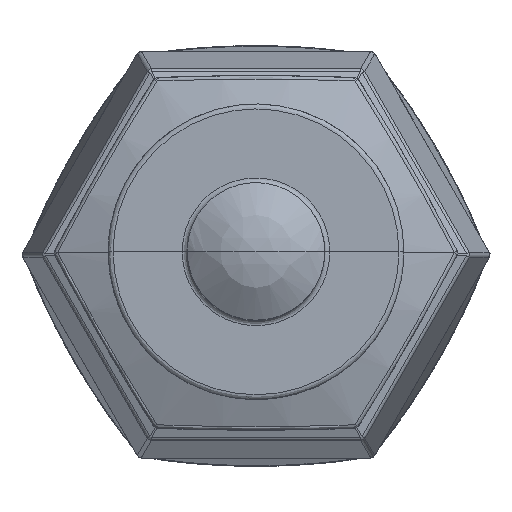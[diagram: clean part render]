
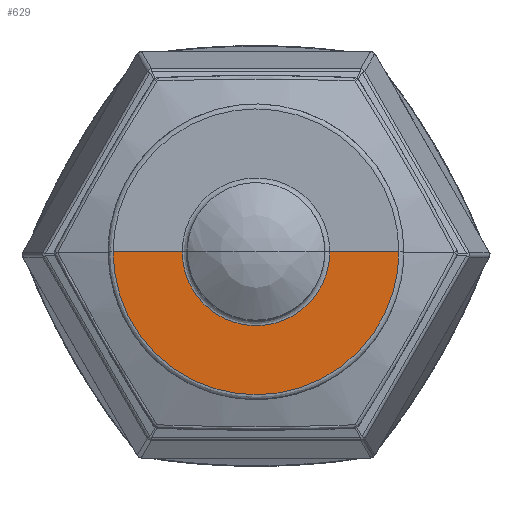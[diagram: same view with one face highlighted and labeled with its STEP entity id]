
A CAD part, top view. The second image highlights one B-rep face of the part: STEP entity #629.
In plain terms, the highlighted free-form (B-spline) face has degree [1, 2] with [2, 5] control points.
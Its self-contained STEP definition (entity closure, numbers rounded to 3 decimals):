
#629=ADVANCED_FACE('',(#1250),#8679,.T.);
#1250=FACE_OUTER_BOUND('',#1871,.T.);
#1871=EDGE_LOOP('',(#4555,#4556,#4557,#4558));
#4555=ORIENTED_EDGE('',*,*,#5943,.T.);
#4556=ORIENTED_EDGE('',*,*,#5944,.T.);
#4557=ORIENTED_EDGE('',*,*,#4840,.F.);
#4558=ORIENTED_EDGE('',*,*,#5392,.T.);
#4840=EDGE_CURVE('',#7924,#7923,#5965,.T.);
#5392=EDGE_CURVE('',#7924,#8060,#6769,.T.);
#5943=EDGE_CURVE('',#8060,#8061,#5972,.T.);
#5944=EDGE_CURVE('',#8061,#7923,#7316,.T.);
#5965=B_SPLINE_CURVE_WITH_KNOTS('',1,(#17150,#17151),.UNSPECIFIED.,.F.,
 .F.,(2,2),(31.136,38.022),.UNSPECIFIED.);
#5972=B_SPLINE_CURVE_WITH_KNOTS('',1,(#21644,#21645),.UNSPECIFIED.,.F.,
 .F.,(2,2),(31.136,38.022),.UNSPECIFIED.);
#6769=(
BOUNDED_CURVE()
B_SPLINE_CURVE(3,(#18700,#18701,#18702,#18703,#18704,#18705,#18706,#18707,
#18708,#18709,#18710,#18711,#18712,#18713,#18714,#18715,#18716,#18717,#18718,
#18719,#18720,#18721,#18722,#18723,#18724),.UNSPECIFIED.,.F.,.F.)
B_SPLINE_CURVE_WITH_KNOTS((4,3,3,3,3,3,3,3,4),(0.,2.772,5.775,
8.778,11.55,14.321,17.324,20.327,
23.099),.UNSPECIFIED.)
CURVE()
GEOMETRIC_REPRESENTATION_ITEM()
RATIONAL_B_SPLINE_CURVE((1.,1.,1.,1.,1.,1.,1.,1.,1.,1.,1.,
1.,1.,1.,1.,1.,1.,1.,1.,1.,1.,1.,1.,1.,1.))
REPRESENTATION_ITEM('')
);
#7316=(
BOUNDED_CURVE()
B_SPLINE_CURVE(2,(#21646,#21647,#21648,#21649,#21650),.UNSPECIFIED.,.F.,
 .F.)
B_SPLINE_CURVE_WITH_KNOTS((3,2,3),(44.733,67.1,89.466),
 .UNSPECIFIED.)
CURVE()
GEOMETRIC_REPRESENTATION_ITEM()
RATIONAL_B_SPLINE_CURVE((1.,0.707,1.,0.707,1.))
REPRESENTATION_ITEM('')
);
#7923=VERTEX_POINT('',#16349);
#7924=VERTEX_POINT('',#16350);
#8060=VERTEX_POINT('',#16486);
#8061=VERTEX_POINT('',#16487);
#8679=(
BOUNDED_SURFACE()
B_SPLINE_SURFACE(1,2,((#15556,#15557,#15558,#15559,#15560),(#15561,#15562,
#15563,#15564,#15565)),.UNSPECIFIED.,.F.,.F.,.F.)
B_SPLINE_SURFACE_WITH_KNOTS((2,2),(3,2,3),(30.636,38.548),
(69.103,103.655,138.207),.UNSPECIFIED.)
GEOMETRIC_REPRESENTATION_ITEM()
RATIONAL_B_SPLINE_SURFACE(((1.,0.707,1.,0.707,1.),
(1.,0.707,1.,0.707,1.)))
REPRESENTATION_ITEM('')
SURFACE()
);
#15556=CARTESIAN_POINT('',(-2.198,0.,80.376));
#15557=CARTESIAN_POINT('',(-2.198,-2.198,80.376));
#15558=CARTESIAN_POINT('',(0.,-2.198,80.376));
#15559=CARTESIAN_POINT('',(2.198,-2.198,80.376));
#15560=CARTESIAN_POINT('',(2.198,0.,80.376));
#15561=CARTESIAN_POINT('',(-4.736,0.,80.376));
#15562=CARTESIAN_POINT('',(-4.736,-4.736,80.376));
#15563=CARTESIAN_POINT('',(0.,-4.736,80.376));
#15564=CARTESIAN_POINT('',(4.736,-4.736,80.376));
#15565=CARTESIAN_POINT('',(4.736,0.,80.376));
#16349=CARTESIAN_POINT('',(4.567,0.,80.376));
#16350=CARTESIAN_POINT('',(2.358,0.,80.376));
#16486=CARTESIAN_POINT('',(-2.358,0.,80.376));
#16487=CARTESIAN_POINT('',(-4.567,0.,80.376));
#17150=CARTESIAN_POINT('',(2.358,0.,80.376));
#17151=CARTESIAN_POINT('',(4.567,0.,80.376));
#18700=CARTESIAN_POINT('',(2.358,0.,80.376));
#18701=CARTESIAN_POINT('',(2.358,-0.296,80.376));
#18702=CARTESIAN_POINT('',(2.302,-0.593,80.376));
#18703=CARTESIAN_POINT('',(2.193,-0.868,80.376));
#18704=CARTESIAN_POINT('',(2.075,-1.167,80.376));
#18705=CARTESIAN_POINT('',(1.895,-1.441,80.376));
#18706=CARTESIAN_POINT('',(1.668,-1.668,80.376));
#18707=CARTESIAN_POINT('',(1.441,-1.895,80.376));
#18708=CARTESIAN_POINT('',(1.167,-2.075,80.376));
#18709=CARTESIAN_POINT('',(0.868,-2.193,80.376));
#18710=CARTESIAN_POINT('',(0.593,-2.302,80.376));
#18711=CARTESIAN_POINT('',(0.296,-2.358,80.376));
#18712=CARTESIAN_POINT('',(0.,-2.358,80.376));
#18713=CARTESIAN_POINT('',(-0.296,-2.358,80.376));
#18714=CARTESIAN_POINT('',(-0.593,-2.302,80.376));
#18715=CARTESIAN_POINT('',(-0.868,-2.193,80.376));
#18716=CARTESIAN_POINT('',(-1.167,-2.075,80.376));
#18717=CARTESIAN_POINT('',(-1.441,-1.895,80.376));
#18718=CARTESIAN_POINT('',(-1.668,-1.668,80.376));
#18719=CARTESIAN_POINT('',(-1.895,-1.441,80.376));
#18720=CARTESIAN_POINT('',(-2.075,-1.167,80.376));
#18721=CARTESIAN_POINT('',(-2.193,-0.868,80.376));
#18722=CARTESIAN_POINT('',(-2.302,-0.593,80.376));
#18723=CARTESIAN_POINT('',(-2.358,-0.296,80.376));
#18724=CARTESIAN_POINT('',(-2.358,0.,80.376));
#21644=CARTESIAN_POINT('',(-2.358,0.,80.376));
#21645=CARTESIAN_POINT('',(-4.567,0.,80.376));
#21646=CARTESIAN_POINT('',(-4.567,0.,80.376));
#21647=CARTESIAN_POINT('',(-4.567,-4.567,80.376));
#21648=CARTESIAN_POINT('',(0.,-4.567,80.376));
#21649=CARTESIAN_POINT('',(4.567,-4.567,80.376));
#21650=CARTESIAN_POINT('',(4.567,0.,80.376));
